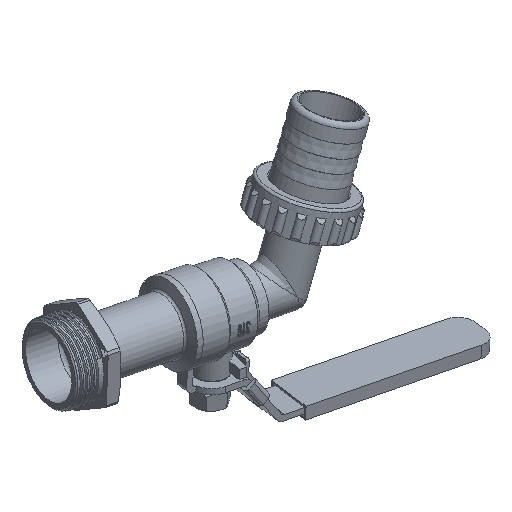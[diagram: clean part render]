
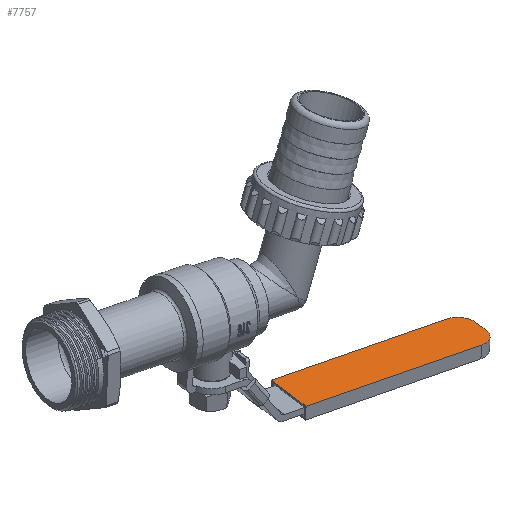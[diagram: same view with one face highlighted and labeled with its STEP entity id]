
A CAD part, isometric view. The second image highlights one B-rep face of the part: STEP entity #7757.
In plain terms, the highlighted planar face has unit normal (0.071, 0.025, 0.997).
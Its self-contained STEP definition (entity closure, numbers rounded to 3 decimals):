
#389=PLANE('',#8491);
#1197=LINE('',#29311,#1673);
#1203=LINE('',#29322,#1679);
#1210=LINE('',#29336,#1686);
#1211=LINE('',#29341,#1687);
#1673=VECTOR('',#10154,73.);
#1679=VECTOR('',#10162,20.);
#1686=VECTOR('',#10171,73.);
#1687=VECTOR('',#10176,6.);
#2233=FACE_OUTER_BOUND('',#2853,.T.);
#2853=EDGE_LOOP('',(#6789,#6790,#6791,#6792,#6793,#6794));
#3217=CIRCLE('',#8492,7.);
#3218=CIRCLE('',#8493,7.);
#3830=VERTEX_POINT('',#29309);
#3831=VERTEX_POINT('',#29310);
#3835=VERTEX_POINT('',#29320);
#3841=VERTEX_POINT('',#29334);
#3842=VERTEX_POINT('',#29338);
#3843=VERTEX_POINT('',#29340);
#4837=EDGE_CURVE('',#3830,#3831,#1197,.T.);
#4843=EDGE_CURVE('',#3835,#3830,#1203,.T.);
#4850=EDGE_CURVE('',#3841,#3835,#1210,.T.);
#4851=EDGE_CURVE('',#3841,#3842,#3217,.T.);
#4852=EDGE_CURVE('',#3843,#3842,#1211,.T.);
#4853=EDGE_CURVE('',#3843,#3831,#3218,.T.);
#6789=ORIENTED_EDGE('',*,*,#4850,.F.);
#6790=ORIENTED_EDGE('',*,*,#4851,.T.);
#6791=ORIENTED_EDGE('',*,*,#4852,.F.);
#6792=ORIENTED_EDGE('',*,*,#4853,.T.);
#6793=ORIENTED_EDGE('',*,*,#4837,.F.);
#6794=ORIENTED_EDGE('',*,*,#4843,.F.);
#7757=ADVANCED_FACE('',(#2233),#389,.T.);
#8491=AXIS2_PLACEMENT_3D('',#29337,#10172,#10173);
#8492=AXIS2_PLACEMENT_3D('',#29339,#10174,#10175);
#8493=AXIS2_PLACEMENT_3D('',#29342,#10177,#10178);
#10154=DIRECTION('',(0.985,-0.16,-0.066));
#10162=DIRECTION('',(0.158,0.987,-0.036));
#10171=DIRECTION('',(-0.985,0.16,0.066));
#10172=DIRECTION('center_axis',(0.071,0.025,0.997));
#10173=DIRECTION('ref_axis',(-0.985,0.16,0.066));
#10174=DIRECTION('center_axis',(0.071,0.025,0.997));
#10175=DIRECTION('ref_axis',(-0.985,0.16,0.066));
#10176=DIRECTION('',(-0.158,-0.987,0.036));
#10177=DIRECTION('center_axis',(0.071,0.025,0.997));
#10178=DIRECTION('ref_axis',(-0.985,0.16,0.066));
#29309=CARTESIAN_POINT('',(59.021,-33.504,-25.94));
#29310=CARTESIAN_POINT('',(130.912,-45.22,-30.781));
#29311=CARTESIAN_POINT('',(98.414,-39.924,-28.592));
#29320=CARTESIAN_POINT('',(55.854,-53.238,-25.214));
#29322=CARTESIAN_POINT('',(57.438,-43.371,-25.577));
#29334=CARTESIAN_POINT('',(127.745,-64.954,-30.055));
#29336=CARTESIAN_POINT('',(95.247,-59.658,-27.867));
#29337=CARTESIAN_POINT('Origin',(96.83,-49.791,-28.23));
#29338=CARTESIAN_POINT('',(135.747,-59.17,-30.773));
#29339=CARTESIAN_POINT('Origin',(128.854,-58.047,-30.309));
#29340=CARTESIAN_POINT('',(136.698,-53.25,-30.991));
#29341=CARTESIAN_POINT('',(136.223,-56.21,-30.882));
#29342=CARTESIAN_POINT('Origin',(129.804,-52.127,-30.527));
